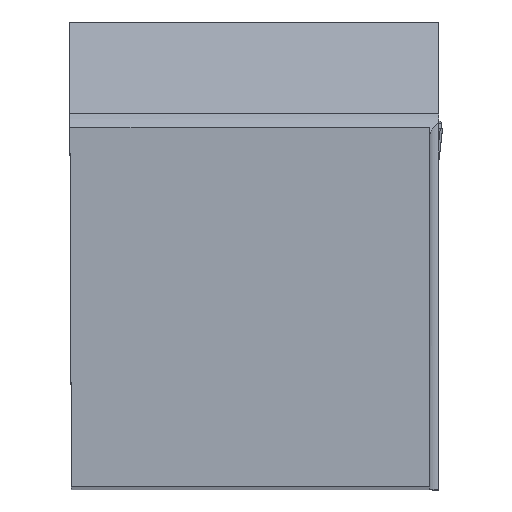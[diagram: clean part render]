
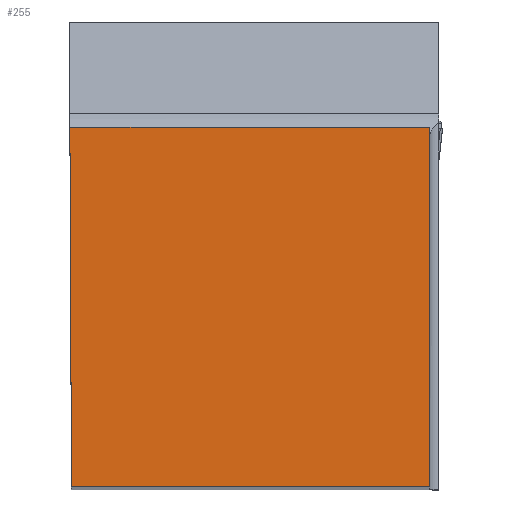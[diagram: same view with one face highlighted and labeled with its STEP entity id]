
A CAD part, top view. The second image highlights one B-rep face of the part: STEP entity #255.
In plain terms, the highlighted planar face has unit normal (0, 0, 1).
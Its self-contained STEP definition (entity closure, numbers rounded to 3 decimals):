
#255=ADVANCED_FACE('CU_BACK_SU1',(#396),#347,.F.);
#347=PLANE('',#1841);
#396=FACE_OUTER_BOUND('',#492,.T.);
#492=EDGE_LOOP('',(#718,#719,#720,#721));
#718=ORIENTED_EDGE('',*,*,#1301,.T.);
#719=ORIENTED_EDGE('',*,*,#1326,.F.);
#720=ORIENTED_EDGE('',*,*,#1310,.T.);
#721=ORIENTED_EDGE('',*,*,#1304,.T.);
#1137=VERTEX_POINT('',#2394);
#1138=VERTEX_POINT('',#2396);
#1140=VERTEX_POINT('',#2402);
#1144=VERTEX_POINT('',#2413);
#1301=EDGE_CURVE('',#1138,#1137,#1542,.T.);
#1304=EDGE_CURVE('',#1140,#1138,#1545,.T.);
#1310=EDGE_CURVE('',#1144,#1140,#1550,.T.);
#1326=EDGE_CURVE('',#1144,#1137,#1562,.T.);
#1542=LINE('',#2395,#1671);
#1545=LINE('',#2401,#1674);
#1550=LINE('',#2412,#1679);
#1562=LINE('',#2465,#1691);
#1671=VECTOR('',#2003,1.);
#1674=VECTOR('',#2008,1.);
#1679=VECTOR('',#2017,1.);
#1691=VECTOR('',#2053,1.);
#1841=AXIS2_PLACEMENT_3D('',#2466,#2054,#2055);
#2003=DIRECTION('',(1.,0.,0.));
#2008=DIRECTION('',(0.004,-1.,0.));
#2017=DIRECTION('',(-1.,0.,0.));
#2053=DIRECTION('',(0.,-1.,0.));
#2054=DIRECTION('',(0.,0.,-1.));
#2055=DIRECTION('',(0.,-1.,0.));
#2394=CARTESIAN_POINT('',(31.85,0.,0.));
#2395=CARTESIAN_POINT('',(-23.593,0.,0.));
#2396=CARTESIAN_POINT('',(0.139,0.,0.));
#2401=CARTESIAN_POINT('',(-0.088,51.953,0.));
#2402=CARTESIAN_POINT('',(0.,31.85,0.));
#2412=CARTESIAN_POINT('',(-23.593,31.85,0.));
#2413=CARTESIAN_POINT('',(31.85,31.85,0.));
#2465=CARTESIAN_POINT('',(31.85,51.85,0.));
#2466=CARTESIAN_POINT('',(-23.593,51.85,0.));
